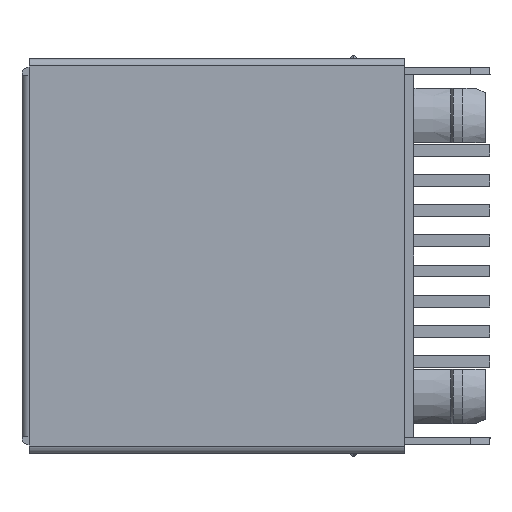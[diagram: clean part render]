
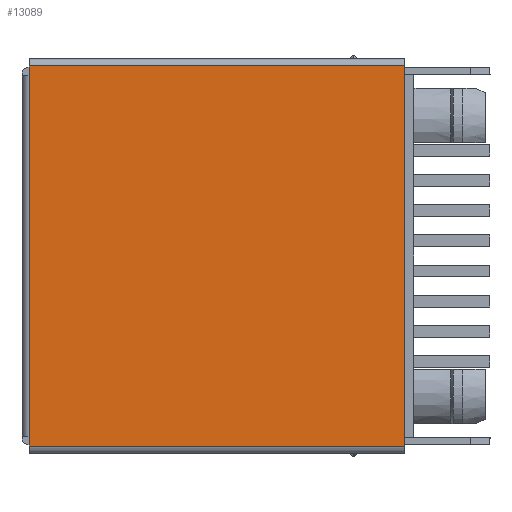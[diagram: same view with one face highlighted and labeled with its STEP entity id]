
A CAD part, left-side view. The second image highlights one B-rep face of the part: STEP entity #13089.
In plain terms, the highlighted planar face has unit normal (-1, 0, 0).
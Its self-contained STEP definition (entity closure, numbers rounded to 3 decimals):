
#818 = VECTOR ( 'NONE', #17605, 1000. ) ;
#1097 = DIRECTION ( 'NONE',  ( 0., 0., -1. ) ) ;
#1773 = LINE ( 'NONE', #9008, #22166 ) ;
#1786 = DIRECTION ( 'NONE',  ( 0., 0., 1. ) ) ;
#2271 = DIRECTION ( 'NONE',  ( 0., 0., 1. ) ) ;
#2374 = AXIS2_PLACEMENT_3D ( 'NONE', #9575, #12992, #2271 ) ;
#2511 = CARTESIAN_POINT ( 'NONE',  ( -8.65, 8.1, 8. ) ) ;
#2572 = CARTESIAN_POINT ( 'NONE',  ( -8.65, 8.1, -7.6 ) ) ;
#2741 = ORIENTED_EDGE ( 'NONE', *, *, #21875, .F. ) ;
#3644 = ORIENTED_EDGE ( 'NONE', *, *, #7721, .F. ) ;
#3666 = CARTESIAN_POINT ( 'NONE',  ( -8.65, -7.7, -8. ) ) ;
#5685 = LINE ( 'NONE', #12382, #818 ) ;
#6521 = CARTESIAN_POINT ( 'NONE',  ( -8.65, 8.1, 8. ) ) ;
#6828 = VERTEX_POINT ( 'NONE', #2511 ) ;
#7376 = VECTOR ( 'NONE', #12847, 1000. ) ;
#7531 = FACE_OUTER_BOUND ( 'NONE', #17658, .T. ) ;
#7721 = EDGE_CURVE ( 'NONE', #18006, #19709, #1773, .T. ) ;
#8087 = LINE ( 'NONE', #6521, #23633 ) ;
#8747 = EDGE_CURVE ( 'NONE', #18006, #22096, #12888, .T. ) ;
#9008 = CARTESIAN_POINT ( 'NONE',  ( -8.65, 8.1, -7.62 ) ) ;
#9356 = ORIENTED_EDGE ( 'NONE', *, *, #22436, .T. ) ;
#9575 = CARTESIAN_POINT ( 'NONE',  ( -8.65, 8.1, -7.6 ) ) ;
#10172 = ORIENTED_EDGE ( 'NONE', *, *, #13992, .T. ) ;
#11295 = CARTESIAN_POINT ( 'NONE',  ( -8.65, 8.1, 7.6 ) ) ;
#11884 = CARTESIAN_POINT ( 'NONE',  ( -8.65, -7.7, 8. ) ) ;
#12087 = CARTESIAN_POINT ( 'NONE',  ( -8.65, 8.1, -7.6 ) ) ;
#12365 = DIRECTION ( 'NONE',  ( 0., 0., -1. ) ) ;
#12382 = CARTESIAN_POINT ( 'NONE',  ( -8.65, 8.1, -7.6 ) ) ;
#12847 = DIRECTION ( 'NONE',  ( 0., -1., 0. ) ) ;
#12888 = LINE ( 'NONE', #18542, #7376 ) ;
#12992 = DIRECTION ( 'NONE',  ( -1., 0., 0. ) ) ;
#13089 = ADVANCED_FACE ( 'NONE', ( #7531 ), #21818, .T. ) ;
#13992 = EDGE_CURVE ( 'NONE', #6828, #17340, #5685, .T. ) ;
#14576 = EDGE_CURVE ( 'NONE', #20384, #6828, #8087, .T. ) ;
#14652 = ORIENTED_EDGE ( 'NONE', *, *, #14576, .T. ) ;
#16287 = VECTOR ( 'NONE', #1097, 1000. ) ;
#17340 = VERTEX_POINT ( 'NONE', #11295 ) ;
#17605 = DIRECTION ( 'NONE',  ( 0., 0., -1. ) ) ;
#17658 = EDGE_LOOP ( 'NONE', ( #3644, #23002, #2741, #14652, #10172, #9356 ) ) ;
#17821 = DIRECTION ( 'NONE',  ( 0., 1., 0. ) ) ;
#17991 = CARTESIAN_POINT ( 'NONE',  ( -8.65, -7.7, -8.3 ) ) ;
#18006 = VERTEX_POINT ( 'NONE', #22268 ) ;
#18542 = CARTESIAN_POINT ( 'NONE',  ( -8.65, 8.1, -8. ) ) ;
#18853 = LINE ( 'NONE', #12087, #16287 ) ;
#19709 = VERTEX_POINT ( 'NONE', #2572 ) ;
#20384 = VERTEX_POINT ( 'NONE', #11884 ) ;
#21818 = PLANE ( 'NONE',  #2374 ) ;
#21875 = EDGE_CURVE ( 'NONE', #20384, #22096, #22077, .T. ) ;
#22046 = VECTOR ( 'NONE', #12365, 1000. ) ;
#22077 = LINE ( 'NONE', #17991, #22046 ) ;
#22096 = VERTEX_POINT ( 'NONE', #3666 ) ;
#22166 = VECTOR ( 'NONE', #1786, 1000. ) ;
#22268 = CARTESIAN_POINT ( 'NONE',  ( -8.65, 8.1, -8. ) ) ;
#22436 = EDGE_CURVE ( 'NONE', #17340, #19709, #18853, .T. ) ;
#23002 = ORIENTED_EDGE ( 'NONE', *, *, #8747, .T. ) ;
#23633 = VECTOR ( 'NONE', #17821, 1000. ) ;
